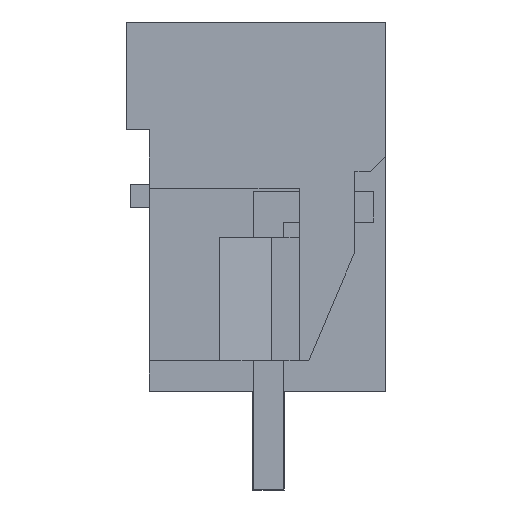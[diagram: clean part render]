
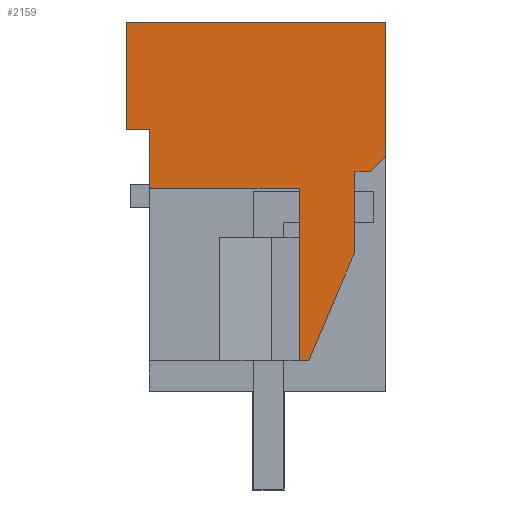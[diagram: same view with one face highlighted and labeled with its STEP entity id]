
A CAD part, left-side view. The second image highlights one B-rep face of the part: STEP entity #2159.
In plain terms, the highlighted planar face has unit normal (-1, 0, 0).
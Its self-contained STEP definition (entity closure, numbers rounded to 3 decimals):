
#2084=AXIS2_PLACEMENT_3D('Plane Axis2P3D',#2081,#2082,#2083) ;
#897=CARTESIAN_POINT('Vertex',(0.,0.,15.2)) ;
#900=CARTESIAN_POINT('Line Origine',(0.,0.,13.023)) ;
#904=CARTESIAN_POINT('Vertex',(0.,0.,10.846)) ;
#1369=CARTESIAN_POINT('Vertex',(0.,7.68,9.8)) ;
#1372=CARTESIAN_POINT('Line Origine',(0.,7.68,10.75)) ;
#1376=CARTESIAN_POINT('Vertex',(0.,7.68,11.7)) ;
#2062=CARTESIAN_POINT('Line Origine',(0.,0.25,10.596)) ;
#2066=CARTESIAN_POINT('Vertex',(0.,0.5,10.346)) ;
#2081=CARTESIAN_POINT('Axis2P3D Location',(0.,-1.5,3.2)) ;
#2086=CARTESIAN_POINT('Line Origine',(0.,4.215,15.2)) ;
#2090=CARTESIAN_POINT('Vertex',(0.,8.43,15.2)) ;
#2093=CARTESIAN_POINT('Line Origine',(0.,8.43,13.45)) ;
#2097=CARTESIAN_POINT('Vertex',(0.,8.43,11.7)) ;
#2100=CARTESIAN_POINT('Line Origine',(0.,8.055,11.7)) ;
#2105=CARTESIAN_POINT('Line Origine',(0.,5.245,9.8)) ;
#2109=CARTESIAN_POINT('Vertex',(0.,2.81,9.8)) ;
#2112=CARTESIAN_POINT('Line Origine',(0.,2.81,7.)) ;
#2116=CARTESIAN_POINT('Vertex',(0.,2.81,4.2)) ;
#2119=CARTESIAN_POINT('Line Origine',(0.,2.655,4.2)) ;
#2123=CARTESIAN_POINT('Vertex',(0.,2.501,4.2)) ;
#2126=CARTESIAN_POINT('Line Origine',(0.,1.752,5.968)) ;
#2130=CARTESIAN_POINT('Vertex',(0.,1.003,7.735)) ;
#2133=CARTESIAN_POINT('Line Origine',(0.,1.003,9.041)) ;
#2137=CARTESIAN_POINT('Vertex',(0.,1.003,10.346)) ;
#2140=CARTESIAN_POINT('Line Origine',(0.,0.751,10.346)) ;
#901=DIRECTION('Vector Direction',(0.,0.,1.)) ;
#1373=DIRECTION('Vector Direction',(0.,0.,-1.)) ;
#2063=DIRECTION('Vector Direction',(0.,-0.707,0.707)) ;
#2082=DIRECTION('Axis2P3D Direction',(-1.,0.,0.)) ;
#2083=DIRECTION('Axis2P3D XDirection',(0.,0.,1.)) ;
#2087=DIRECTION('Vector Direction',(0.,1.,0.)) ;
#2094=DIRECTION('Vector Direction',(0.,0.,-1.)) ;
#2101=DIRECTION('Vector Direction',(0.,-1.,0.)) ;
#2106=DIRECTION('Vector Direction',(0.,-1.,0.)) ;
#2113=DIRECTION('Vector Direction',(0.,0.,-1.)) ;
#2120=DIRECTION('Vector Direction',(0.,1.,0.)) ;
#2127=DIRECTION('Vector Direction',(0.,0.39,-0.921)) ;
#2134=DIRECTION('Vector Direction',(0.,0.,-1.)) ;
#2141=DIRECTION('Vector Direction',(0.,-1.,0.)) ;
#902=VECTOR('Line Direction',#901,1.) ;
#1374=VECTOR('Line Direction',#1373,1.) ;
#2064=VECTOR('Line Direction',#2063,1.) ;
#2088=VECTOR('Line Direction',#2087,1.) ;
#2095=VECTOR('Line Direction',#2094,1.) ;
#2102=VECTOR('Line Direction',#2101,1.) ;
#2107=VECTOR('Line Direction',#2106,1.) ;
#2114=VECTOR('Line Direction',#2113,1.) ;
#2121=VECTOR('Line Direction',#2120,1.) ;
#2128=VECTOR('Line Direction',#2127,1.) ;
#2135=VECTOR('Line Direction',#2134,1.) ;
#2142=VECTOR('Line Direction',#2141,1.) ;
#2146=ORIENTED_EDGE('',*,*,#906,.T.) ;
#2147=ORIENTED_EDGE('',*,*,#2092,.T.) ;
#2148=ORIENTED_EDGE('',*,*,#2099,.T.) ;
#2149=ORIENTED_EDGE('',*,*,#2104,.T.) ;
#2150=ORIENTED_EDGE('',*,*,#1378,.T.) ;
#2151=ORIENTED_EDGE('',*,*,#2111,.T.) ;
#2152=ORIENTED_EDGE('',*,*,#2118,.T.) ;
#2153=ORIENTED_EDGE('',*,*,#2125,.F.) ;
#2154=ORIENTED_EDGE('',*,*,#2132,.F.) ;
#2155=ORIENTED_EDGE('',*,*,#2139,.F.) ;
#2156=ORIENTED_EDGE('',*,*,#2144,.F.) ;
#2157=ORIENTED_EDGE('',*,*,#2068,.F.) ;
#2159=ADVANCED_FACE('HOUSING',(#2158),#2085,.T.) ;
#906=EDGE_CURVE('',#905,#898,#903,.T.) ;
#1378=EDGE_CURVE('',#1377,#1370,#1375,.T.) ;
#2068=EDGE_CURVE('',#905,#2067,#2065,.F.) ;
#2092=EDGE_CURVE('',#898,#2091,#2089,.T.) ;
#2099=EDGE_CURVE('',#2091,#2098,#2096,.T.) ;
#2104=EDGE_CURVE('',#2098,#1377,#2103,.T.) ;
#2111=EDGE_CURVE('',#1370,#2110,#2108,.T.) ;
#2118=EDGE_CURVE('',#2110,#2117,#2115,.T.) ;
#2125=EDGE_CURVE('',#2124,#2117,#2122,.T.) ;
#2132=EDGE_CURVE('',#2131,#2124,#2129,.T.) ;
#2139=EDGE_CURVE('',#2138,#2131,#2136,.T.) ;
#2144=EDGE_CURVE('',#2067,#2138,#2143,.F.) ;
#2145=EDGE_LOOP('',(#2146,#2147,#2148,#2149,#2150,#2151,#2152,#2153,#2154,#2155,#2156,#2157)) ;
#2158=FACE_OUTER_BOUND('',#2145,.T.) ;
#903=LINE('Line',#900,#902) ;
#1375=LINE('Line',#1372,#1374) ;
#2065=LINE('Line',#2062,#2064) ;
#2089=LINE('Line',#2086,#2088) ;
#2096=LINE('Line',#2093,#2095) ;
#2103=LINE('Line',#2100,#2102) ;
#2108=LINE('Line',#2105,#2107) ;
#2115=LINE('Line',#2112,#2114) ;
#2122=LINE('Line',#2119,#2121) ;
#2129=LINE('Line',#2126,#2128) ;
#2136=LINE('Line',#2133,#2135) ;
#2143=LINE('Line',#2140,#2142) ;
#2085=PLANE('',#2084) ;
#898=VERTEX_POINT('',#897) ;
#905=VERTEX_POINT('',#904) ;
#1370=VERTEX_POINT('',#1369) ;
#1377=VERTEX_POINT('',#1376) ;
#2067=VERTEX_POINT('',#2066) ;
#2091=VERTEX_POINT('',#2090) ;
#2098=VERTEX_POINT('',#2097) ;
#2110=VERTEX_POINT('',#2109) ;
#2117=VERTEX_POINT('',#2116) ;
#2124=VERTEX_POINT('',#2123) ;
#2131=VERTEX_POINT('',#2130) ;
#2138=VERTEX_POINT('',#2137) ;
